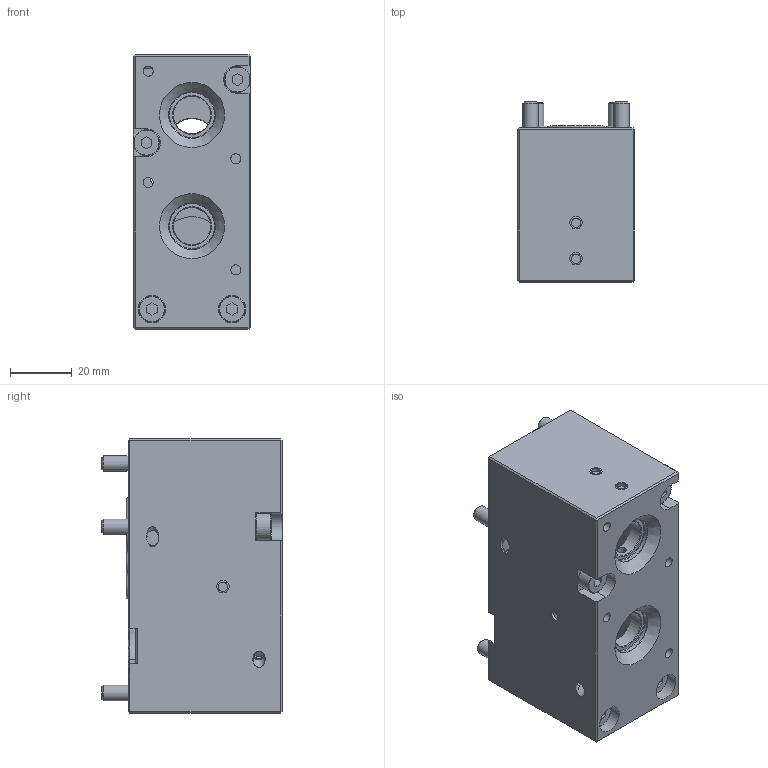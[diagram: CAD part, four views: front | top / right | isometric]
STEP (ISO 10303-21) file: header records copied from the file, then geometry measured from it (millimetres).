
FILE_DESCRIPTION(/* description */ ('Unknown'),/* implementation_level */ '2;1');
FILE_NAME(/* name */ 'AP-1020-304-A',/* time_stamp */ '2021-05-19T11:43:26+02:00',/* author */ ('Unknown'),/* organization */ ('Unknown'),/* preprocessor_version */ 'ST-DEVELOPER v16.7',/* originating_system */ 'Solid Edge',/* authorisation */ 'Unknown');
FILE_SCHEMA (('AUTOMOTIVE_DESIGN {1 0 10303 214 3 1 1}'));
Length unit declared in the file: millimetre
Products named in the file (14): AP-1020-304-A; AP-1020-E01-003-C_oa_0; WU-1505-050_oa_1; WT-3401-616; WU-4604-040; WU-4604-040_oa_2; WU-4604-041_oa_3; WT-3400-516; WU-4604-041_oa_4; WU-1505-050_oa_5; WU-1505-050_oa_6; WU-1505-050_oa_7; WU-4604-040_oa_8; WT-3300-516
Assembly tree (15 placements, depth 2):
  AP-1020-304-A
    AP-1020-E01-003-C_oa_0
    WU-1505-050_oa_1
    WT-3401-616
    WU-4604-040
    WU-4604-040_oa_2
    WU-4604-041_oa_3
    WT-3400-516  x3
    WU-4604-041_oa_4
    WU-1505-050_oa_5
    WU-1505-050_oa_6
    WU-1505-050_oa_7
    WU-4604-040_oa_8
    WT-3300-516
Bounding box: 38.01 x 58.5 x 89 mm (x, y, z)
Volume: 57568.2 mm3; surface area: 38757.5 mm2
Topology: 19 solids, 19 shells, 364 faces, 849 edges, 570 vertices
Faces by surface type: plane 189, cylinder 126, cone 27, torus 22
Full cylindrical faces by diameter (mm): 2 x2, 3 x12, 3.242 x4, 3.75 x20, 4 x28, 5 x7, 5.5 x7, 7.8 x4, 8.5 x4, 9 x2, 12.1 x2, 15 x2, 16 x1, 18.9 x1
Entity records: 9779 total; most frequent: DIRECTION 1733, CARTESIAN_POINT 1650, ORIENTED_EDGE 1298, AXIS2_PLACEMENT_3D 720, EDGE_CURVE 649, FACE_BOUND 614, EDGE_LOOP 608, VERTEX_POINT 519
